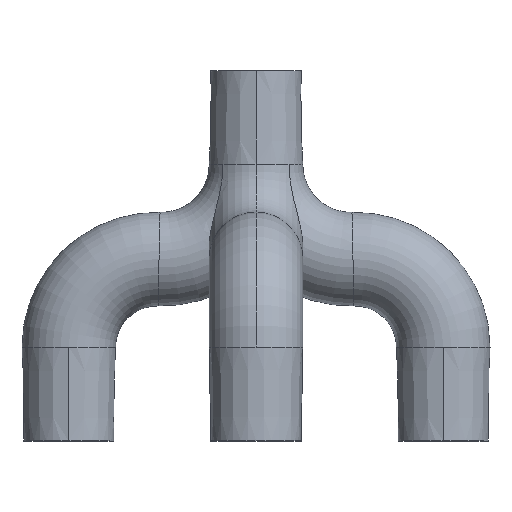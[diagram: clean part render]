
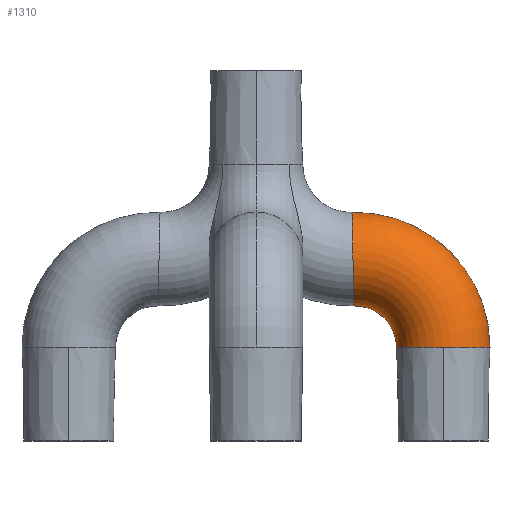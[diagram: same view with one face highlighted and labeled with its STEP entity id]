
A CAD part, top view. The second image highlights one B-rep face of the part: STEP entity #1310.
In plain terms, the highlighted toroidal (fillet/blend) face has major radius 18.868 mm and minor radius 10 mm.
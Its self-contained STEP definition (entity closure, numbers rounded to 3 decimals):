
#7 = CARTESIAN_POINT ( 'NONE',  ( 21.132, 20., 0. ) ) ;
#18 = FACE_OUTER_BOUND ( 'NONE', #269, .T. ) ;
#64 = AXIS2_PLACEMENT_3D ( 'NONE', #1989, #2005, #1147 ) ;
#134 = CIRCLE ( 'NONE', #1557, 28.868 ) ;
#136 = CARTESIAN_POINT ( 'NONE',  ( 40., 20., 0. ) ) ;
#269 = EDGE_LOOP ( 'NONE', ( #1185, #716, #395, #534, #357 ) ) ;
#284 = CARTESIAN_POINT ( 'NONE',  ( 40., 20., 0. ) ) ;
#357 = ORIENTED_EDGE ( 'NONE', *, *, #939, .T. ) ;
#395 = ORIENTED_EDGE ( 'NONE', *, *, #1294, .F. ) ;
#498 = EDGE_CURVE ( 'NONE', #1190, #1005, #134, .T. ) ;
#534 = ORIENTED_EDGE ( 'NONE', *, *, #1317, .F. ) ;
#576 = DIRECTION ( 'NONE',  ( 0., 0., 1. ) ) ;
#716 = ORIENTED_EDGE ( 'NONE', *, *, #498, .T. ) ;
#804 = CARTESIAN_POINT ( 'NONE',  ( 20.507, 48.861, 0. ) ) ;
#813 = DIRECTION ( 'NONE',  ( 0., 1., 0. ) ) ;
#887 = VERTEX_POINT ( 'NONE', #1088 ) ;
#906 = CIRCLE ( 'NONE', #64, 10. ) ;
#939 = EDGE_CURVE ( 'NONE', #887, #1010, #1210, .T. ) ;
#1005 = VERTEX_POINT ( 'NONE', #804 ) ;
#1010 = VERTEX_POINT ( 'NONE', #1480 ) ;
#1088 = CARTESIAN_POINT ( 'NONE',  ( 30., 20., 0. ) ) ;
#1106 = VERTEX_POINT ( 'NONE', #1528 ) ;
#1147 = DIRECTION ( 'NONE',  ( 0., 0., 1. ) ) ;
#1182 = DIRECTION ( 'NONE',  ( 1., 0., 0. ) ) ;
#1185 = ORIENTED_EDGE ( 'NONE', *, *, #1246, .T. ) ;
#1190 = VERTEX_POINT ( 'NONE', #1421 ) ;
#1210 = CIRCLE ( 'NONE', #1753, 10. ) ;
#1246 = EDGE_CURVE ( 'NONE', #1010, #1190, #1819, .T. ) ;
#1294 = EDGE_CURVE ( 'NONE', #1106, #1005, #906, .T. ) ;
#1310 = ADVANCED_FACE ( 'NONE', ( #18 ), #1371, .T. ) ;
#1317 = EDGE_CURVE ( 'NONE', #887, #1106, #1872, .T. ) ;
#1371 = TOROIDAL_SURFACE ( 'NONE', #1546, 18.868, 10. ) ;
#1421 = CARTESIAN_POINT ( 'NONE',  ( 50., 20., 0. ) ) ;
#1480 = CARTESIAN_POINT ( 'NONE',  ( 40., 20., 10. ) ) ;
#1483 = DIRECTION ( 'NONE',  ( 0., 0., 1. ) ) ;
#1528 = CARTESIAN_POINT ( 'NONE',  ( 20.94, 28.866, 0. ) ) ;
#1546 = AXIS2_PLACEMENT_3D ( 'NONE', #7, #2036, #1182 ) ;
#1557 = AXIS2_PLACEMENT_3D ( 'NONE', #1584, #576, #1755 ) ;
#1584 = CARTESIAN_POINT ( 'NONE',  ( 21.132, 20., 0. ) ) ;
#1636 = DIRECTION ( 'NONE',  ( 0., 1., 0. ) ) ;
#1656 = DIRECTION ( 'NONE',  ( 0., 0., 1. ) ) ;
#1697 = AXIS2_PLACEMENT_3D ( 'NONE', #136, #813, #1483 ) ;
#1753 = AXIS2_PLACEMENT_3D ( 'NONE', #284, #1636, #1656 ) ;
#1755 = DIRECTION ( 'NONE',  ( 1., 0., 0. ) ) ;
#1761 = AXIS2_PLACEMENT_3D ( 'NONE', #2027, #1855, #2210 ) ;
#1819 = CIRCLE ( 'NONE', #1697, 10. ) ;
#1855 = DIRECTION ( 'NONE',  ( 0., 0., 1. ) ) ;
#1872 = CIRCLE ( 'NONE', #1761, 8.868 ) ;
#1989 = CARTESIAN_POINT ( 'NONE',  ( 20.723, 38.864, 0. ) ) ;
#2005 = DIRECTION ( 'NONE',  ( -1., -0.022, 0. ) ) ;
#2027 = CARTESIAN_POINT ( 'NONE',  ( 21.132, 20., 0. ) ) ;
#2036 = DIRECTION ( 'NONE',  ( 0., 0., 1. ) ) ;
#2210 = DIRECTION ( 'NONE',  ( 1., 0., 0. ) ) ;
